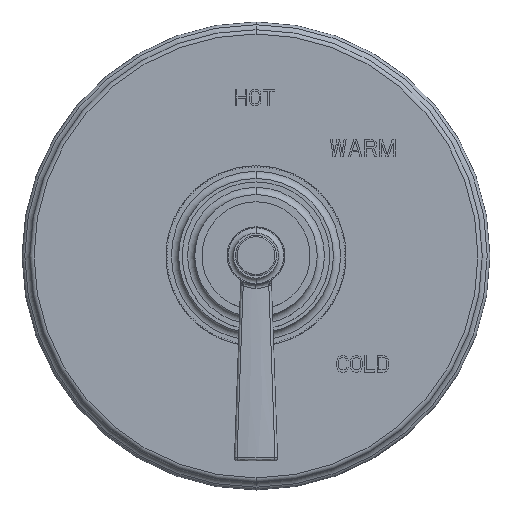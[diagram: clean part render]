
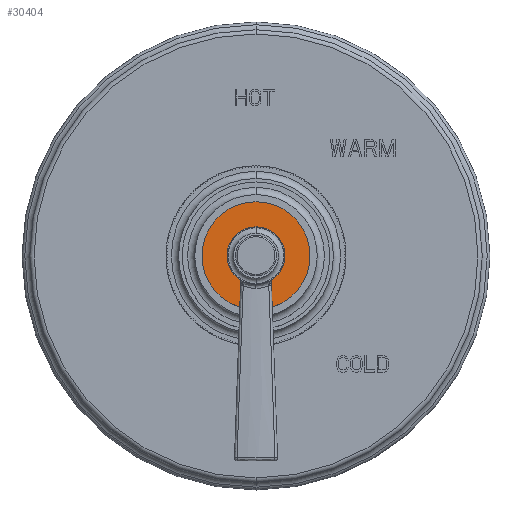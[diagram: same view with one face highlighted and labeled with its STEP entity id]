
A CAD part, top view. The second image highlights one B-rep face of the part: STEP entity #30404.
In plain terms, the highlighted planar face has unit normal (0, 0, 1).
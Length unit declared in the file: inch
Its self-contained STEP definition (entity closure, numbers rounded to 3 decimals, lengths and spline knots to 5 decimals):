
#10896=CARTESIAN_POINT('',(0.,0.,2.088));
#10897=DIRECTION('',(0.,0.,-1.));
#10898=DIRECTION('',(0.,1.,0.));
#10899=AXIS2_PLACEMENT_3D('',#10896,#10897,#10898);
#10901=CARTESIAN_POINT('',(0.,0.,2.088));
#10902=DIRECTION('',(0.,0.,1.));
#10903=DIRECTION('',(0.,1.,0.));
#10904=AXIS2_PLACEMENT_3D('',#10901,#10902,#10903);
#10906=CARTESIAN_POINT('',(0.,0.,2.088));
#10907=DIRECTION('',(0.,0.,-1.));
#10908=DIRECTION('',(0.,1.,0.));
#10909=AXIS2_PLACEMENT_3D('',#10906,#10907,#10908);
#10911=CARTESIAN_POINT('',(0.,0.,2.088));
#10912=DIRECTION('',(0.,0.,1.));
#10913=DIRECTION('',(0.,1.,0.));
#10914=AXIS2_PLACEMENT_3D('',#10911,#10912,#10913);
#15064=CARTESIAN_POINT('',(0.,0.75,2.088));
#15066=VERTEX_POINT('',#15064);
#15084=CARTESIAN_POINT('',(0.,-0.75,2.088));
#15086=VERTEX_POINT('',#15084);
#15104=CARTESIAN_POINT('',(0.,0.4,2.088));
#15105=CARTESIAN_POINT('',(0.,-0.4,2.088));
#15106=VERTEX_POINT('',#15104);
#15107=VERTEX_POINT('',#15105);
#30389=CARTESIAN_POINT('',(0.,0.,2.088));
#30390=DIRECTION('',(0.,0.,1.));
#30391=DIRECTION('',(0.,-1.,0.));
#30392=AXIS2_PLACEMENT_3D('',#30389,#30390,#30391);
#30393=PLANE('',#30392);
#30394=ORIENTED_EDGE('',*,*,#30382,.F.);
#30395=ORIENTED_EDGE('',*,*,#30371,.T.);
#30396=EDGE_LOOP('',(#30394,#30395));
#30397=FACE_OUTER_BOUND('',#30396,.F.);
#30399=ORIENTED_EDGE('',*,*,#30398,.F.);
#30401=ORIENTED_EDGE('',*,*,#30400,.T.);
#30402=EDGE_LOOP('',(#30399,#30401));
#30403=FACE_BOUND('',#30402,.F.);
#30404=ADVANCED_FACE('',(#30397,#30403),#30393,.T.);
#10900=CIRCLE('',#10899,0.75);
#10905=CIRCLE('',#10904,0.75);
#10910=CIRCLE('',#10909,0.4);
#10915=CIRCLE('',#10914,0.4);
#30371=EDGE_CURVE('',#15066,#15086,#10900,.T.);
#30382=EDGE_CURVE('',#15066,#15086,#10905,.T.);
#30398=EDGE_CURVE('',#15106,#15107,#10910,.T.);
#30400=EDGE_CURVE('',#15106,#15107,#10915,.T.);
